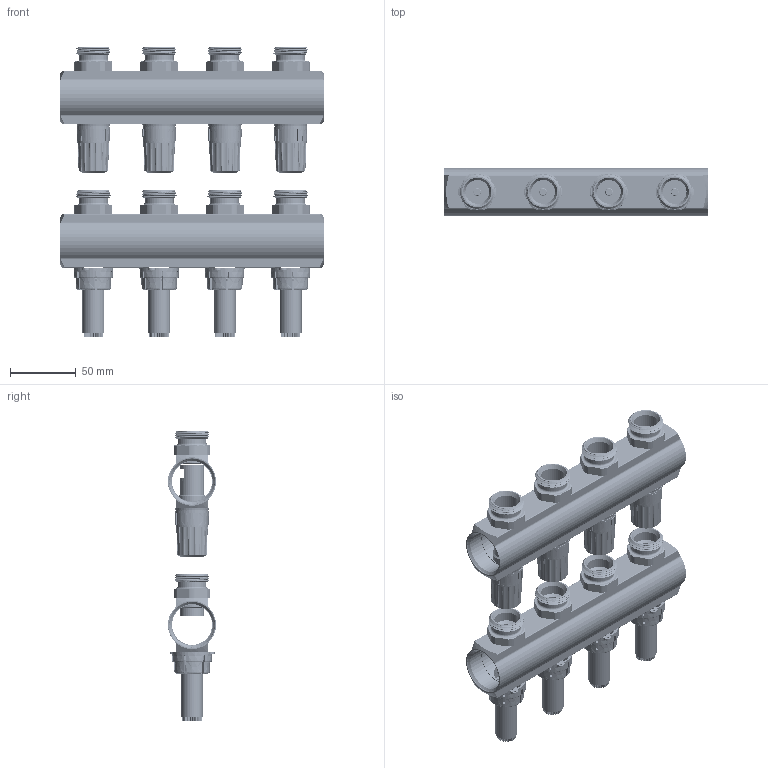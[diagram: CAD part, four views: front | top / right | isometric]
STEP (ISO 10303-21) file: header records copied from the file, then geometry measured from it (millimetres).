
FILE_DESCRIPTION((''),'2;1');
FILE_NAME('088U0524_ASM','2023-05-17T09:35:29',('U258971'),(''),'CREO PARAMETRIC BY PTC INC, 2020342','CREO PARAMETRIC BY PTC INC, 2020342','');
FILE_SCHEMA(('CONFIG_CONTROL_DESIGN'));
Length unit declared in the file: millimetre
Products named in the file (14): 088U7309-4LOOPS_2; 088U7308-4LOOPS_2; 013G1380_AF0_9; 013G0295___AF0_ASM_9_ASM; 013G0200__AF0_ASM_9_ASM; 013G0376-FOR-MANIFOLD_ASM_9_ASM; 088U7312_9; 013G0951_9; FM-B-05_9; FLOWMETERASSY_ASM_9_ASM; 088U7313_9; FM-A-08_9; 088U7302-4LOOPS_ASM_1_ASM; 088U0524_ASM
Assembly tree (31 placements, depth 4):
  088U0524_ASM
    088U7302-4LOOPS_ASM_1_ASM
      088U7309-4LOOPS_2
      088U7308-4LOOPS_2
      013G0376-FOR-MANIFOLD_ASM_9_ASM  x4
        013G1380_AF0_9
        013G0295___AF0_ASM_9_ASM
        013G0200__AF0_ASM_9_ASM
      088U7312_9  x4
      013G0951_9  x4
      FLOWMETERASSY_ASM_9_ASM  x4
        FM-B-05_9
      088U7313_9  x4
      FM-A-08_9  x4
Bounding box: 200 x 36.55 x 220.7 mm (x, y, z)
Volume: 278136 mm3; surface area: 236319.1 mm2
Topology: 26 solids, 52 shells, 6336 faces, 18458 edges, 12246 vertices
Faces by surface type: plane 2314, cylinder 1790, bspline 832, cone 672, extrusion 380, torus 292, sphere 56
Entity records: 92250 total; most frequent: CARTESIAN_POINT 39580, ORIENTED_EDGE 12244, DIRECTION 8866, EDGE_CURVE 6177, VERTEX_POINT 4119, AXIS2_PLACEMENT_3D 3144, B_SPLINE_CURVE_WITH_KNOTS 2757, VECTOR 2578
